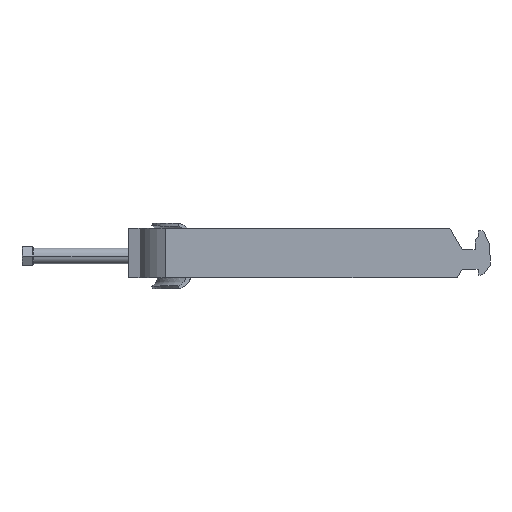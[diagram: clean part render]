
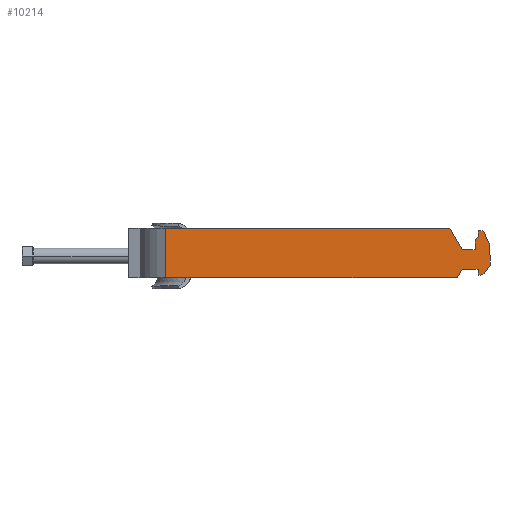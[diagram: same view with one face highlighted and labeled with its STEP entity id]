
A CAD part, left-side view. The second image highlights one B-rep face of the part: STEP entity #10214.
In plain terms, the highlighted planar face has unit normal (-1, 0, 0).
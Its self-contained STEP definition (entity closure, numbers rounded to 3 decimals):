
#176 = LINE ( 'NONE', #9672, #11825 ) ;
#360 = CARTESIAN_POINT ( 'NONE',  ( -25.5, -18.689, 12.5 ) ) ;
#497 = CARTESIAN_POINT ( 'NONE',  ( -25.5, -168., -8.25 ) ) ;
#525 = ORIENTED_EDGE ( 'NONE', *, *, #9914, .F. ) ;
#545 = DIRECTION ( 'NONE',  ( 1., 0., 0. ) ) ;
#586 = EDGE_CURVE ( 'NONE', #7676, #8703, #3957, .T. ) ;
#845 = VECTOR ( 'NONE', #12119, 1000. ) ;
#954 = VECTOR ( 'NONE', #11404, 1000. ) ;
#1041 = CARTESIAN_POINT ( 'NONE',  ( -25.5, -189.485, 28.963 ) ) ;
#1126 = EDGE_CURVE ( 'NONE', #11604, #7704, #7402, .T. ) ;
#1385 = CARTESIAN_POINT ( 'NONE',  ( -25.5, -191.814, 30.835 ) ) ;
#1688 = VECTOR ( 'NONE', #5328, 1000. ) ;
#1737 = DIRECTION ( 'NONE',  ( 0., 1., 0. ) ) ;
#1761 = EDGE_CURVE ( 'NONE', #7511, #7742, #10802, .T. ) ;
#1803 = VERTEX_POINT ( 'NONE', #4979 ) ;
#1928 = DIRECTION ( 'NONE',  ( 0., 0.914, -0.407 ) ) ;
#1969 = CARTESIAN_POINT ( 'NONE',  ( -25.5, -218., 11.25 ) ) ;
#1984 = VERTEX_POINT ( 'NONE', #360 ) ;
#2074 = ORIENTED_EDGE ( 'NONE', *, *, #11129, .F. ) ;
#2473 = CARTESIAN_POINT ( 'NONE',  ( -25.5, -200.857, -7.93 ) ) ;
#2475 = CARTESIAN_POINT ( 'NONE',  ( -25.5, -176., 12.5 ) ) ;
#2527 = DIRECTION ( 'NONE',  ( 0., 0., -1. ) ) ;
#2601 = LINE ( 'NONE', #10957, #7452 ) ;
#2664 = VECTOR ( 'NONE', #4955, 1000. ) ;
#2681 = EDGE_CURVE ( 'NONE', #8703, #8236, #12112, .T. ) ;
#2698 = CARTESIAN_POINT ( 'NONE',  ( -25.5, -218., 1.75 ) ) ;
#2965 = ORIENTED_EDGE ( 'NONE', *, *, #11353, .F. ) ;
#3146 = CARTESIAN_POINT ( 'NONE',  ( -25.5, -184.704, -2.324 ) ) ;
#3194 = CARTESIAN_POINT ( 'NONE',  ( -25.5, -177., -11.25 ) ) ;
#3203 = EDGE_CURVE ( 'NONE', #7742, #5982, #2601, .T. ) ;
#3209 = CARTESIAN_POINT ( 'NONE',  ( -25.5, -182., 12.5 ) ) ;
#3211 = ORIENTED_EDGE ( 'NONE', *, *, #8843, .F. ) ;
#3322 = VERTEX_POINT ( 'NONE', #10495 ) ;
#3328 = CARTESIAN_POINT ( 'NONE',  ( -25.5, -182., -6.075 ) ) ;
#3382 = LINE ( 'NONE', #8354, #12191 ) ;
#3495 = VECTOR ( 'NONE', #2527, 1000. ) ;
#3513 = PLANE ( 'NONE',  #8401 ) ;
#3515 = EDGE_CURVE ( 'NONE', #3322, #12143, #10959, .T. ) ;
#3516 = LINE ( 'NONE', #9032, #9001 ) ;
#3538 = ORIENTED_EDGE ( 'NONE', *, *, #1126, .F. ) ;
#3570 = VERTEX_POINT ( 'NONE', #5380 ) ;
#3610 = EDGE_CURVE ( 'NONE', #6739, #3570, #3382, .T. ) ;
#3675 = CARTESIAN_POINT ( 'NONE',  ( -25.5, -18.689, -12.5 ) ) ;
#3692 = VERTEX_POINT ( 'NONE', #4509 ) ;
#3693 = DIRECTION ( 'NONE',  ( 0., 1., 0. ) ) ;
#3831 = CARTESIAN_POINT ( 'NONE',  ( -25.5, -176., 11.25 ) ) ;
#3885 = ORIENTED_EDGE ( 'NONE', *, *, #4689, .F. ) ;
#3895 = EDGE_CURVE ( 'NONE', #6739, #1984, #8098, .T. ) ;
#3957 = LINE ( 'NONE', #1041, #954 ) ;
#3995 = ORIENTED_EDGE ( 'NONE', *, *, #3610, .F. ) ;
#4323 = VECTOR ( 'NONE', #10074, 1000. ) ;
#4341 = DIRECTION ( 'NONE',  ( 0., 0.574, -0.819 ) ) ;
#4509 = CARTESIAN_POINT ( 'NONE',  ( -25.5, -176., -8.25 ) ) ;
#4673 = LINE ( 'NONE', #2698, #8648 ) ;
#4689 = EDGE_CURVE ( 'NONE', #8236, #1984, #176, .T. ) ;
#4955 = DIRECTION ( 'NONE',  ( 0., -0.407, -0.914 ) ) ;
#4979 = CARTESIAN_POINT ( 'NONE',  ( -25.5, -182., 3.75 ) ) ;
#5165 = DIRECTION ( 'NONE',  ( 0., -0.574, 0.819 ) ) ;
#5328 = DIRECTION ( 'NONE',  ( 0., 0., 1. ) ) ;
#5380 = CARTESIAN_POINT ( 'NONE',  ( -25.5, -168., 1.75 ) ) ;
#5543 = DIRECTION ( 'NONE',  ( 0., -1., 0. ) ) ;
#5625 = VECTOR ( 'NONE', #3693, 1000. ) ;
#5982 = VERTEX_POINT ( 'NONE', #3831 ) ;
#6119 = VECTOR ( 'NONE', #5165, 1000. ) ;
#6138 = ORIENTED_EDGE ( 'NONE', *, *, #8024, .F. ) ;
#6203 = EDGE_CURVE ( 'NONE', #8978, #7511, #6441, .T. ) ;
#6351 = CARTESIAN_POINT ( 'NONE',  ( -25.5, -179., -10.36 ) ) ;
#6405 = DIRECTION ( 'NONE',  ( 0., 1., 0. ) ) ;
#6441 = LINE ( 'NONE', #9277, #845 ) ;
#6620 = DIRECTION ( 'NONE',  ( 0., -0.5, -0.866 ) ) ;
#6687 = VECTOR ( 'NONE', #4341, 1000. ) ;
#6736 = ORIENTED_EDGE ( 'NONE', *, *, #586, .F. ) ;
#6739 = VERTEX_POINT ( 'NONE', #11662 ) ;
#7304 = VERTEX_POINT ( 'NONE', #6351 ) ;
#7337 = CARTESIAN_POINT ( 'NONE',  ( -25.5, -176., -11.25 ) ) ;
#7342 = ORIENTED_EDGE ( 'NONE', *, *, #6203, .F. ) ;
#7402 = LINE ( 'NONE', #10181, #9684 ) ;
#7424 = EDGE_CURVE ( 'NONE', #3570, #8978, #4673, .T. ) ;
#7452 = VECTOR ( 'NONE', #9271, 1000. ) ;
#7511 = VERTEX_POINT ( 'NONE', #9614 ) ;
#7626 = ORIENTED_EDGE ( 'NONE', *, *, #8446, .F. ) ;
#7631 = VECTOR ( 'NONE', #1928, 1000. ) ;
#7676 = VERTEX_POINT ( 'NONE', #497 ) ;
#7704 = VERTEX_POINT ( 'NONE', #7337 ) ;
#7742 = VERTEX_POINT ( 'NONE', #9924 ) ;
#7795 = EDGE_LOOP ( 'NONE', ( #6736, #2965, #9355, #3538, #2074, #7626, #6138, #525, #9342, #3211, #10580, #8484, #7342, #9911, #3995, #8561, #3885, #11693 ) ) ;
#7843 = CARTESIAN_POINT ( 'NONE',  ( -25.5, -179.055, 10.365 ) ) ;
#7933 = LINE ( 'NONE', #3209, #3495 ) ;
#8024 = EDGE_CURVE ( 'NONE', #1803, #10178, #7933, .T. ) ;
#8028 = CARTESIAN_POINT ( 'NONE',  ( -25.5, -218., 12.5 ) ) ;
#8098 = LINE ( 'NONE', #8028, #4323 ) ;
#8236 = VERTEX_POINT ( 'NONE', #3675 ) ;
#8354 = CARTESIAN_POINT ( 'NONE',  ( -25.5, -175.845, -11.838 ) ) ;
#8401 = AXIS2_PLACEMENT_3D ( 'NONE', #11087, #545, #9030 ) ;
#8446 = EDGE_CURVE ( 'NONE', #10178, #7304, #9170, .T. ) ;
#8484 = ORIENTED_EDGE ( 'NONE', *, *, #1761, .F. ) ;
#8561 = ORIENTED_EDGE ( 'NONE', *, *, #3895, .T. ) ;
#8648 = VECTOR ( 'NONE', #5543, 1000. ) ;
#8703 = VERTEX_POINT ( 'NONE', #9404 ) ;
#8843 = EDGE_CURVE ( 'NONE', #5982, #3322, #11720, .T. ) ;
#8978 = VERTEX_POINT ( 'NONE', #9235 ) ;
#9001 = VECTOR ( 'NONE', #1737, 1000. ) ;
#9030 = DIRECTION ( 'NONE',  ( 0., 1., 0. ) ) ;
#9032 = CARTESIAN_POINT ( 'NONE',  ( -25.5, -218., -8.25 ) ) ;
#9170 = LINE ( 'NONE', #11892, #6687 ) ;
#9202 = CARTESIAN_POINT ( 'NONE',  ( -25.5, -218., -12.5 ) ) ;
#9235 = CARTESIAN_POINT ( 'NONE',  ( -25.5, -174.5, 1.75 ) ) ;
#9271 = DIRECTION ( 'NONE',  ( 0., 0., 1. ) ) ;
#9277 = CARTESIAN_POINT ( 'NONE',  ( -25.5, -174.5, 12.5 ) ) ;
#9342 = ORIENTED_EDGE ( 'NONE', *, *, #3515, .F. ) ;
#9355 = ORIENTED_EDGE ( 'NONE', *, *, #10269, .F. ) ;
#9404 = CARTESIAN_POINT ( 'NONE',  ( -25.5, -165.546, -12.5 ) ) ;
#9549 = DIRECTION ( 'NONE',  ( 0., 0., 1. ) ) ;
#9592 = LINE ( 'NONE', #3146, #2664 ) ;
#9614 = CARTESIAN_POINT ( 'NONE',  ( -25.5, -174.5, 6.108 ) ) ;
#9672 = CARTESIAN_POINT ( 'NONE',  ( -25.5, -18.689, 12.5 ) ) ;
#9684 = VECTOR ( 'NONE', #6405, 1000. ) ;
#9911 = ORIENTED_EDGE ( 'NONE', *, *, #7424, .F. ) ;
#9914 = EDGE_CURVE ( 'NONE', #12143, #1803, #9592, .T. ) ;
#9924 = CARTESIAN_POINT ( 'NONE',  ( -25.5, -176., 8.25 ) ) ;
#10074 = DIRECTION ( 'NONE',  ( 0., 1., 0. ) ) ;
#10178 = VERTEX_POINT ( 'NONE', #3328 ) ;
#10181 = CARTESIAN_POINT ( 'NONE',  ( -25.5, -218., -11.25 ) ) ;
#10214 = ADVANCED_FACE ( 'NONE', ( #11991 ), #3513, .F. ) ;
#10269 = EDGE_CURVE ( 'NONE', #7704, #3692, #10961, .T. ) ;
#10495 = CARTESIAN_POINT ( 'NONE',  ( -25.5, -178., 11.25 ) ) ;
#10580 = ORIENTED_EDGE ( 'NONE', *, *, #3203, .F. ) ;
#10741 = DIRECTION ( 'NONE',  ( 0., -1., 0. ) ) ;
#10775 = DIRECTION ( 'NONE',  ( 0., -0.766, -0.643 ) ) ;
#10802 = LINE ( 'NONE', #1385, #6119 ) ;
#10957 = CARTESIAN_POINT ( 'NONE',  ( -25.5, -176., 12.5 ) ) ;
#10959 = LINE ( 'NONE', #2473, #11220 ) ;
#10961 = LINE ( 'NONE', #2475, #1688 ) ;
#11087 = CARTESIAN_POINT ( 'NONE',  ( -25.5, -218., 12.5 ) ) ;
#11129 = EDGE_CURVE ( 'NONE', #7304, #11604, #12199, .T. ) ;
#11220 = VECTOR ( 'NONE', #10775, 1000. ) ;
#11251 = VECTOR ( 'NONE', #10741, 1000. ) ;
#11353 = EDGE_CURVE ( 'NONE', #3692, #7676, #3516, .T. ) ;
#11404 = DIRECTION ( 'NONE',  ( 0., 0.5, -0.866 ) ) ;
#11470 = CARTESIAN_POINT ( 'NONE',  ( -25.5, -220.042, 7.914 ) ) ;
#11604 = VERTEX_POINT ( 'NONE', #3194 ) ;
#11662 = CARTESIAN_POINT ( 'NONE',  ( -25.5, -161.793, 12.5 ) ) ;
#11693 = ORIENTED_EDGE ( 'NONE', *, *, #2681, .F. ) ;
#11720 = LINE ( 'NONE', #1969, #11251 ) ;
#11825 = VECTOR ( 'NONE', #9549, 1000. ) ;
#11892 = CARTESIAN_POINT ( 'NONE',  ( -25.5, -202.571, 23.303 ) ) ;
#11991 = FACE_OUTER_BOUND ( 'NONE', #7795, .T. ) ;
#12112 = LINE ( 'NONE', #9202, #5625 ) ;
#12119 = DIRECTION ( 'NONE',  ( 0., 0., 1. ) ) ;
#12143 = VERTEX_POINT ( 'NONE', #7843 ) ;
#12191 = VECTOR ( 'NONE', #6620, 1000. ) ;
#12199 = LINE ( 'NONE', #11470, #7631 ) ;
